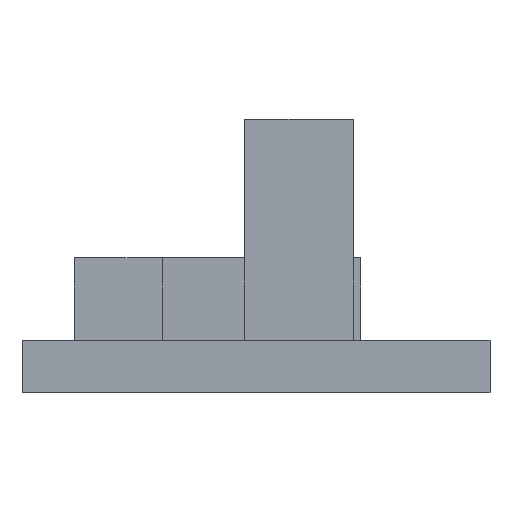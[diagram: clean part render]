
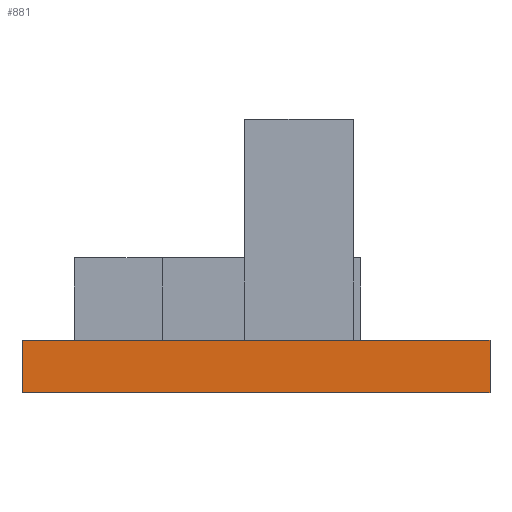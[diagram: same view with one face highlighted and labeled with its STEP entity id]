
A CAD part, front view. The second image highlights one B-rep face of the part: STEP entity #881.
In plain terms, the highlighted planar face has unit normal (0, -1, 0).
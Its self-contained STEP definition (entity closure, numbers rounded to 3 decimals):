
#23 = CARTESIAN_POINT ( 'NONE',  ( -6.25, -6.4, 0.7 ) ) ;
#53 = VERTEX_POINT ( 'NONE', #1320 ) ;
#55 = EDGE_CURVE ( 'NONE', #406, #1271, #1328, .T. ) ;
#110 = VECTOR ( 'NONE', #706, 1000. ) ;
#138 = EDGE_CURVE ( 'NONE', #273, #53, #559, .T. ) ;
#196 = VECTOR ( 'NONE', #459, 1000. ) ;
#219 = ORIENTED_EDGE ( 'NONE', *, *, #55, .F. ) ;
#273 = VERTEX_POINT ( 'NONE', #326 ) ;
#310 = PLANE ( 'NONE',  #1147 ) ;
#326 = CARTESIAN_POINT ( 'NONE',  ( -6.25, -6.4, 0.7 ) ) ;
#394 = EDGE_CURVE ( 'NONE', #53, #1271, #609, .T. ) ;
#406 = VERTEX_POINT ( 'NONE', #497 ) ;
#446 = DIRECTION ( 'NONE',  ( 0., 0., -1. ) ) ;
#459 = DIRECTION ( 'NONE',  ( 1., 0., 0. ) ) ;
#495 = EDGE_LOOP ( 'NONE', ( #1173, #219, #913, #1399 ) ) ;
#497 = CARTESIAN_POINT ( 'NONE',  ( 6.25, -6.4, 0.7 ) ) ;
#540 = EDGE_CURVE ( 'NONE', #273, #406, #1012, .T. ) ;
#559 = LINE ( 'NONE', #1406, #822 ) ;
#578 = CARTESIAN_POINT ( 'NONE',  ( 6.25, -6.4, -0.7 ) ) ;
#609 = LINE ( 'NONE', #1046, #110 ) ;
#641 = DIRECTION ( 'NONE',  ( 0., 0., 1. ) ) ;
#706 = DIRECTION ( 'NONE',  ( 1., 0., 0. ) ) ;
#754 = CARTESIAN_POINT ( 'NONE',  ( -6.25, -6.4, 0.7 ) ) ;
#822 = VECTOR ( 'NONE', #446, 1000. ) ;
#854 = FACE_OUTER_BOUND ( 'NONE', #495, .T. ) ;
#881 = ADVANCED_FACE ( 'NONE', ( #854 ), #310, .F. ) ;
#913 = ORIENTED_EDGE ( 'NONE', *, *, #540, .F. ) ;
#1012 = LINE ( 'NONE', #23, #196 ) ;
#1028 = DIRECTION ( 'NONE',  ( 0., 0., -1. ) ) ;
#1046 = CARTESIAN_POINT ( 'NONE',  ( -6.25, -6.4, -0.7 ) ) ;
#1147 = AXIS2_PLACEMENT_3D ( 'NONE', #754, #1182, #641 ) ;
#1173 = ORIENTED_EDGE ( 'NONE', *, *, #394, .T. ) ;
#1182 = DIRECTION ( 'NONE',  ( 0., 1., 0. ) ) ;
#1225 = CARTESIAN_POINT ( 'NONE',  ( 6.25, -6.4, 0.7 ) ) ;
#1271 = VERTEX_POINT ( 'NONE', #578 ) ;
#1320 = CARTESIAN_POINT ( 'NONE',  ( -6.25, -6.4, -0.7 ) ) ;
#1328 = LINE ( 'NONE', #1225, #1413 ) ;
#1399 = ORIENTED_EDGE ( 'NONE', *, *, #138, .T. ) ;
#1406 = CARTESIAN_POINT ( 'NONE',  ( -6.25, -6.4, 0.7 ) ) ;
#1413 = VECTOR ( 'NONE', #1028, 1000. ) ;
